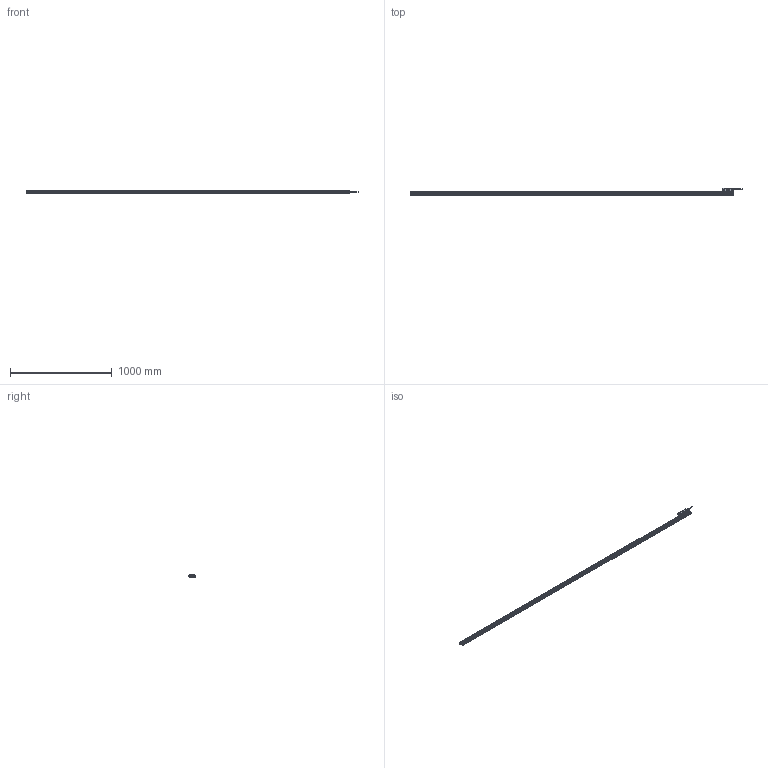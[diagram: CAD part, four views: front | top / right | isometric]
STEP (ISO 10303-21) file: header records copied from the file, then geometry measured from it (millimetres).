
FILE_DESCRIPTION(('CATIA V5 STEP','CAx-IF Rec.Pracs.--- Model Styling and Organization---1.4--- 2014-01-23'),'2;1');
FILE_NAME('SQ57-307-L.stp','2021-01-04T07:01:44+00:00',('none'),('none'),'CATIA Version 5-6 Release 2017 SP5','CATIA V5 STEP AP214','none');
FILE_SCHEMA(('AUTOMOTIVE_DESIGN { 1 0 10303 214 1 1 1 1 }'));
Products named in the file (4): SQ57-307-L; Head ASSY L; Scale cover 3070; Scale base 3070
Assembly tree (3 placements, depth 2):
  SQ57-307-L
    Head ASSY L
    Scale cover 3070
    Scale base 3070
Bounding box: 3260.5 x 77 x 20 mm (x, y, z)
Volume: 1579739.6 mm3; surface area: 1137086.8 mm2
Topology: 3 solids, 36 shells, 5101 faces, 13292 edges, 8464 vertices
Faces by surface type: cone 1742, plane 1423, cylinder 1201, bspline 515, torus 175, sphere 34, extrusion 11
Entity records: 172534 total; most frequent: CARTESIAN_POINT 60081, ORIENTED_EDGE 26480, DIRECTION 17118, EDGE_CURVE 13240, VERTEX_POINT 8464, AXIS2_PLACEMENT_3D 8386, VECTOR 5690, LINE 5679
